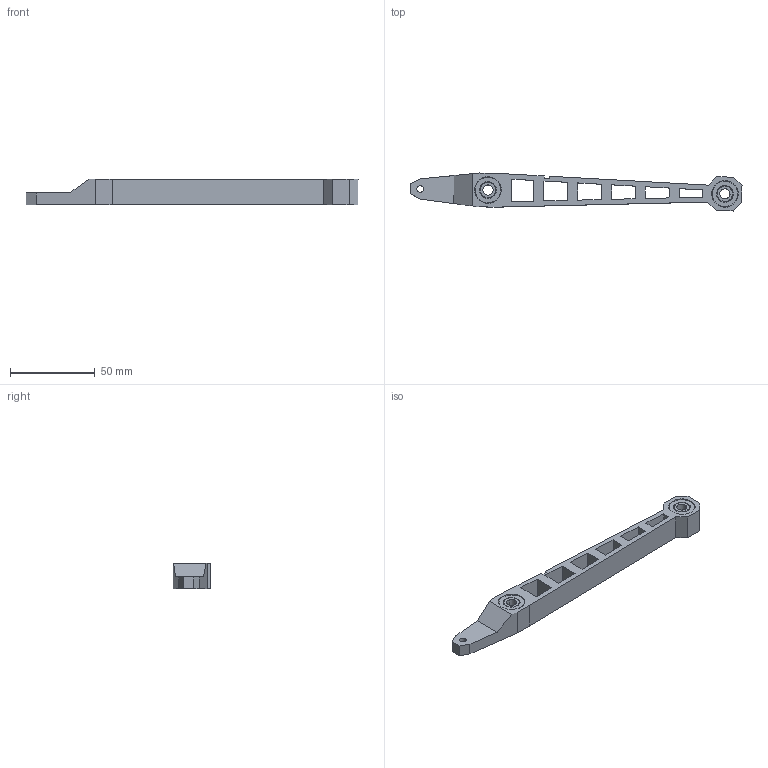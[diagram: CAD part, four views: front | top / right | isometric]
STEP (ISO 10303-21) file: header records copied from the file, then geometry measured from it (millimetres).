
FILE_DESCRIPTION (( 'STEP AP203' ), '1' );
FILE_NAME ('Link2_Default_sldprt.STEP', '2023-10-04T14:51:35', ( '' ), ( '' ), 'SwSTEP 2.0', 'SolidWorks 2022', '' );
FILE_SCHEMA (( 'CONFIG_CONTROL_DESIGN' ));
Length unit declared in the file: millimetre
Products named in the file (1): Link2_Default_sldprt
Bounding box: 196.1 x 22.43 x 15 mm (x, y, z)
Volume: 29333.8 mm3; surface area: 21620.7 mm2
Topology: 37 solids, 37 shells, 268 faces, 662 edges, 432 vertices
Faces by surface type: cylinder 102, plane 86, sphere 48, torus 32
Entity records: 7215 total; most frequent: DIRECTION 1372, CARTESIAN_POINT 1171, ORIENTED_EDGE 1084, AXIS2_PLACEMENT_3D 561, EDGE_CURVE 542, VERTEX_POINT 360, EDGE_LOOP 322, CIRCLE 292
